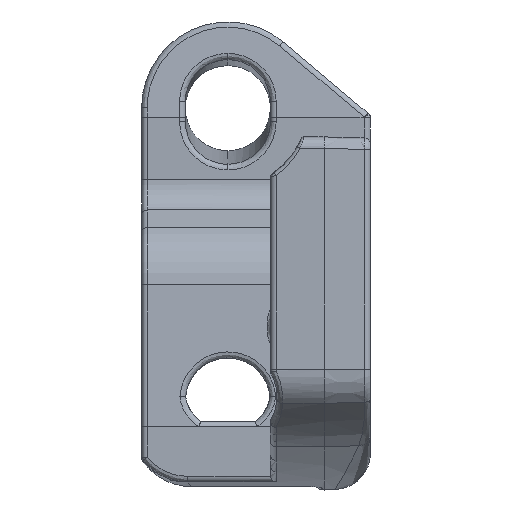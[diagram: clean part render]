
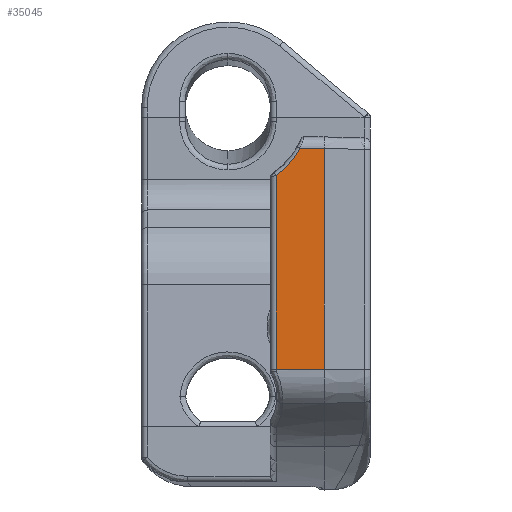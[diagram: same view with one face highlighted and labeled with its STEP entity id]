
A CAD part, left-side view. The second image highlights one B-rep face of the part: STEP entity #35045.
In plain terms, the highlighted planar face has unit normal (-1, 0, 0).
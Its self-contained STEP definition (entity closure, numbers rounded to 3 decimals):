
#10838=CARTESIAN_POINT('',(-41.85,-6.292,9.2));
#10984=CARTESIAN_POINT('',(-41.85,0.,12.7));
#10985=DIRECTION('',(-1.,0.,0.));
#10986=DIRECTION('',(0.,-0.583,-0.812));
#10987=AXIS2_PLACEMENT_3D('',#10984,#10985,#10986);
#10992=DIRECTION('',(0.,1.,0.));
#10993=VECTOR('',#10992,2.108);
#10994=CARTESIAN_POINT('',(-41.85,-8.4,9.2));
#10995=LINE('',#10994,#10993);
#10999=DIRECTION('',(0.,0.,-1.));
#11000=VECTOR('',#10999,16.852);
#11001=CARTESIAN_POINT('',(-41.85,-4.2,6.852));
#11002=LINE('',#11001,#11000);
#11012=CARTESIAN_POINT('',(-41.85,-8.4,9.2));
#11031=DIRECTION('',(0.,0.,1.));
#11032=VECTOR('',#11031,19.2);
#11033=CARTESIAN_POINT('',(-41.85,-8.4,-10.));
#11034=LINE('',#11033,#11032);
#13353=DIRECTION('',(0.,1.,0.));
#13354=VECTOR('',#13353,4.2);
#13355=CARTESIAN_POINT('',(-41.85,-8.4,-10.));
#13356=LINE('',#13355,#13354);
#25507=VERTEX_POINT('',#11012);
#25513=CARTESIAN_POINT('',(-41.85,-8.4,-10.));
#25515=VERTEX_POINT('',#25513);
#25786=CARTESIAN_POINT('',(-41.85,-4.2,-10.));
#25787=VERTEX_POINT('',#25786);
#26165=VERTEX_POINT('',#10838);
#26227=CARTESIAN_POINT('',(-41.85,-4.2,6.852));
#26228=VERTEX_POINT('',#26227);
#35031=CARTESIAN_POINT('',(-41.85,-8.4,9.2));
#35032=DIRECTION('',(1.,0.,0.));
#35033=DIRECTION('',(0.,0.,-1.));
#35034=AXIS2_PLACEMENT_3D('',#35031,#35032,#35033);
#35035=PLANE('',#35034);
#35036=ORIENTED_EDGE('',*,*,#35023,.T.);
#35037=ORIENTED_EDGE('',*,*,#34899,.F.);
#35039=ORIENTED_EDGE('',*,*,#35038,.F.);
#35041=ORIENTED_EDGE('',*,*,#35040,.T.);
#35042=ORIENTED_EDGE('',*,*,#34637,.F.);
#35043=EDGE_LOOP('',(#35036,#35037,#35039,#35041,#35042));
#35044=FACE_OUTER_BOUND('',#35043,.F.);
#10988=CIRCLE('',#10987,7.2);
#34637=EDGE_CURVE('',#26228,#25787,#11002,.T.);
#34899=EDGE_CURVE('',#25507,#26165,#10995,.T.);
#35023=EDGE_CURVE('',#26228,#26165,#10988,.T.);
#35038=EDGE_CURVE('',#25515,#25507,#11034,.T.);
#35040=EDGE_CURVE('',#25515,#25787,#13356,.T.);
#35045=ADVANCED_FACE('',(#35044),#35035,.F.);
